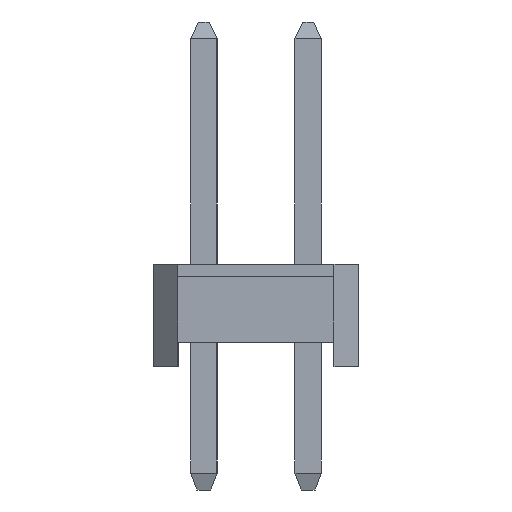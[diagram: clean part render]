
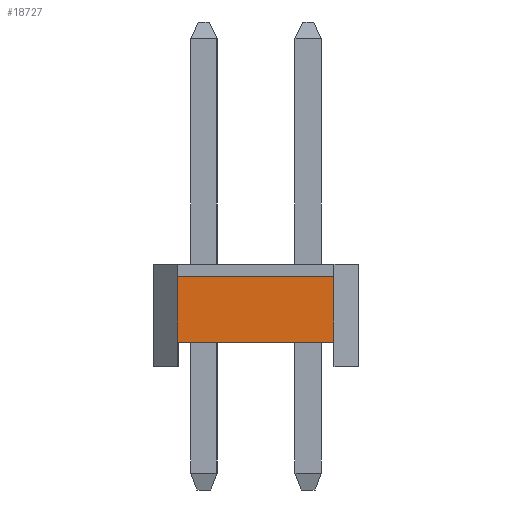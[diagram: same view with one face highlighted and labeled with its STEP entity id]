
A CAD part, left-side view. The second image highlights one B-rep face of the part: STEP entity #18727.
In plain terms, the highlighted planar face has unit normal (-1, 0, 0).
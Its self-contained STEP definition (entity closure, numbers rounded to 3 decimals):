
#137 = DIRECTION ( 'NONE',  ( 0., -1., 0. ) ) ;
#1095 = ORIENTED_EDGE ( 'NONE', *, *, #13695, .F. ) ;
#1694 = VECTOR ( 'NONE', #13104, 1000. ) ;
#1767 = CARTESIAN_POINT ( 'NONE',  ( -1.27, 1.9, 2.2 ) ) ;
#2183 = CARTESIAN_POINT ( 'NONE',  ( -1.27, 1.9, 0.6 ) ) ;
#2517 = VECTOR ( 'NONE', #26913, 1000. ) ;
#4916 = ORIENTED_EDGE ( 'NONE', *, *, #28376, .T. ) ;
#6810 = VECTOR ( 'NONE', #137, 1000. ) ;
#6927 = VERTEX_POINT ( 'NONE', #15457 ) ;
#6980 = CARTESIAN_POINT ( 'NONE',  ( -1.27, -1.9, 2.5 ) ) ;
#7694 = ORIENTED_EDGE ( 'NONE', *, *, #9969, .T. ) ;
#8515 = LINE ( 'NONE', #2183, #1694 ) ;
#8738 = FACE_OUTER_BOUND ( 'NONE', #9103, .T. ) ;
#8781 = VERTEX_POINT ( 'NONE', #9598 ) ;
#9103 = EDGE_LOOP ( 'NONE', ( #22029, #1095, #7694, #4916 ) ) ;
#9598 = CARTESIAN_POINT ( 'NONE',  ( -1.27, -1.9, 0.6 ) ) ;
#9969 = EDGE_CURVE ( 'NONE', #21971, #6927, #27367, .T. ) ;
#11031 = LINE ( 'NONE', #6980, #29860 ) ;
#13104 = DIRECTION ( 'NONE',  ( 0., -1., 0. ) ) ;
#13695 = EDGE_CURVE ( 'NONE', #21971, #13711, #33798, .T. ) ;
#13711 = VERTEX_POINT ( 'NONE', #19282 ) ;
#15457 = CARTESIAN_POINT ( 'NONE',  ( -1.27, 1.9, 0.6 ) ) ;
#17999 = DIRECTION ( 'NONE',  ( 0., 0., -1. ) ) ;
#18497 = CARTESIAN_POINT ( 'NONE',  ( -1.27, 1.9, 2.5 ) ) ;
#18727 = ADVANCED_FACE ( 'NONE', ( #8738 ), #29817, .F. ) ;
#19282 = CARTESIAN_POINT ( 'NONE',  ( -1.27, -1.9, 2.2 ) ) ;
#21971 = VERTEX_POINT ( 'NONE', #1767 ) ;
#22029 = ORIENTED_EDGE ( 'NONE', *, *, #30923, .F. ) ;
#22629 = AXIS2_PLACEMENT_3D ( 'NONE', #26980, #35336, #30050 ) ;
#24679 = CARTESIAN_POINT ( 'NONE',  ( -1.27, -1.9, 2.2 ) ) ;
#26913 = DIRECTION ( 'NONE',  ( 0., 0., -1. ) ) ;
#26980 = CARTESIAN_POINT ( 'NONE',  ( -1.27, 1.9, 2.5 ) ) ;
#27367 = LINE ( 'NONE', #18497, #2517 ) ;
#28376 = EDGE_CURVE ( 'NONE', #6927, #8781, #8515, .T. ) ;
#29817 = PLANE ( 'NONE',  #22629 ) ;
#29860 = VECTOR ( 'NONE', #17999, 1000. ) ;
#30050 = DIRECTION ( 'NONE',  ( 0., 0., -1. ) ) ;
#30923 = EDGE_CURVE ( 'NONE', #13711, #8781, #11031, .T. ) ;
#33798 = LINE ( 'NONE', #24679, #6810 ) ;
#35336 = DIRECTION ( 'NONE',  ( 1., 0., 0. ) ) ;
